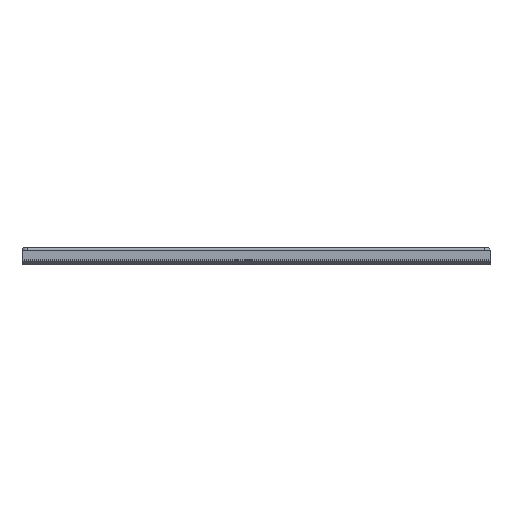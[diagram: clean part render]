
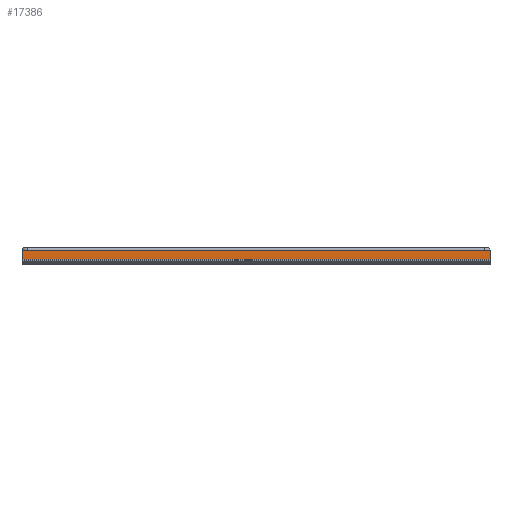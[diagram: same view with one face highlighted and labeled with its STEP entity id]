
A CAD part, front view. The second image highlights one B-rep face of the part: STEP entity #17386.
In plain terms, the highlighted planar face has unit normal (0, -1, 0).
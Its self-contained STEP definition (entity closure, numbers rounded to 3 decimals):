
#990=PLANE('',#18399);
#1373=LINE('',#22633,#3370);
#1796=LINE('',#24568,#3793);
#1798=LINE('',#24572,#3795);
#1806=LINE('',#24588,#3803);
#3370=VECTOR('',#18889,10.);
#3793=VECTOR('',#19502,10.);
#3795=VECTOR('',#19508,10.);
#3803=VECTOR('',#19532,10.);
#5871=FACE_OUTER_BOUND('',#6922,.T.);
#6922=EDGE_LOOP('',(#14310,#14311,#14312,#14313));
#7527=VERTEX_POINT('',#22630);
#7528=VERTEX_POINT('',#22632);
#8022=VERTEX_POINT('',#24526);
#8028=VERTEX_POINT('',#24567);
#9209=EDGE_CURVE('',#7527,#7528,#1373,.T.);
#9809=EDGE_CURVE('',#8028,#8022,#1796,.T.);
#9811=EDGE_CURVE('',#8022,#7528,#1798,.T.);
#9819=EDGE_CURVE('',#7527,#8028,#1806,.T.);
#14310=ORIENTED_EDGE('',*,*,#9811,.T.);
#14311=ORIENTED_EDGE('',*,*,#9209,.F.);
#14312=ORIENTED_EDGE('',*,*,#9819,.T.);
#14313=ORIENTED_EDGE('',*,*,#9809,.T.);
#17386=ADVANCED_FACE('',(#5871),#990,.T.);
#18399=AXIS2_PLACEMENT_3D('',#26633,#20708,#20709);
#18889=DIRECTION('',(0.,0.,1.));
#19502=DIRECTION('',(0.,0.,1.));
#19508=DIRECTION('',(-1.,0.,0.));
#19532=DIRECTION('',(1.,0.,0.));
#20708=DIRECTION('center_axis',(0.,-1.,0.));
#20709=DIRECTION('ref_axis',(1.,0.,0.));
#22630=CARTESIAN_POINT('',(76.,5.,-2.));
#22632=CARTESIAN_POINT('',(76.,5.,1.5));
#22633=CARTESIAN_POINT('',(76.,5.,0.));
#24526=CARTESIAN_POINT('',(253.5,5.,1.5));
#24567=CARTESIAN_POINT('',(253.5,5.,-2.));
#24568=CARTESIAN_POINT('',(253.5,5.,0.));
#24572=CARTESIAN_POINT('',(76.,5.,1.5));
#24588=CARTESIAN_POINT('',(76.,5.,-2.));
#26633=CARTESIAN_POINT('Origin',(76.,5.,0.));
